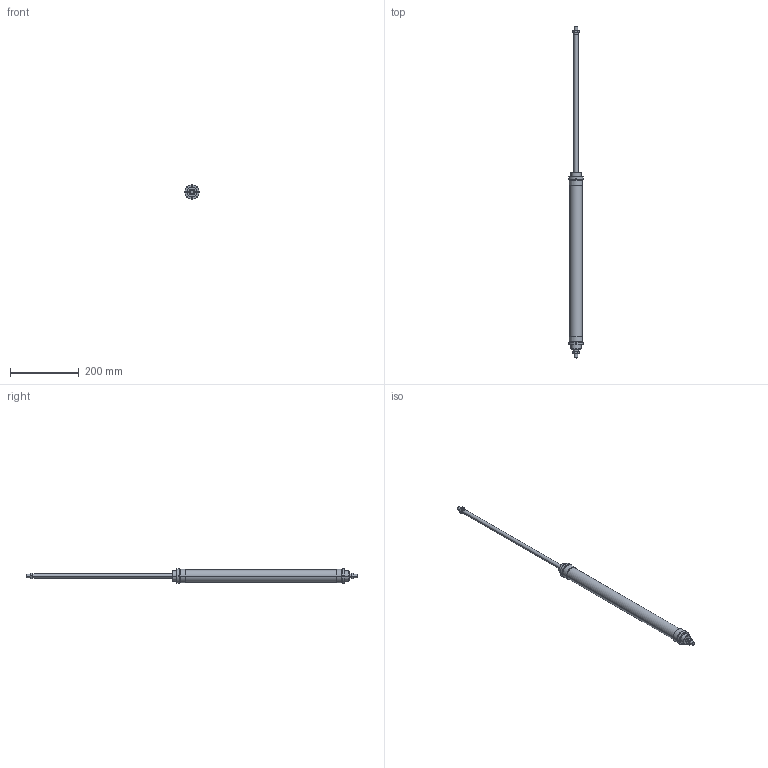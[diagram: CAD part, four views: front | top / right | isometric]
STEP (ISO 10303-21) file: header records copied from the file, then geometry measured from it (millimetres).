
FILE_DESCRIPTION((''),'2;1');
FILE_NAME('1262_32_0400.stp','2003-04-02T19:10:28',('maffial1'),(''),'Autodesk Inventor (R) 6.0','Autodesk Inventor (R) 6.0','');
FILE_SCHEMA(('AUTOMOTIVE_DESIGN { 1 0 10303 214 1 1 1 1 }'));
Length unit declared in the file: millimetre
Products named in the file (5): 1262_32_0400; S1262_32_400; C1262_32_400; 1200_32_05; 1200_32_06
Assembly tree (6 placements, depth 2):
  1262_32_0400
    S1262_32_400
    C1262_32_400
    1200_32_05  x2
    1200_32_06  x2
Bounding box: 41.7 x 965 x 41.7 mm (x, y, z)
Volume: 576987.9 mm3; surface area: 124427.1 mm2
Topology: 6 solids, 6 shells, 182 faces, 424 edges, 264 vertices
Faces by surface type: plane 66, cone 56, cylinder 30, bspline 30
Entity records: 3737 total; most frequent: CARTESIAN_POINT 969, DIRECTION 572, ORIENTED_EDGE 548, EDGE_CURVE 274, AXIS2_PLACEMENT_3D 227, VERTEX_POINT 172, EDGE_LOOP 136, FACE_OUTER_BOUND 120
